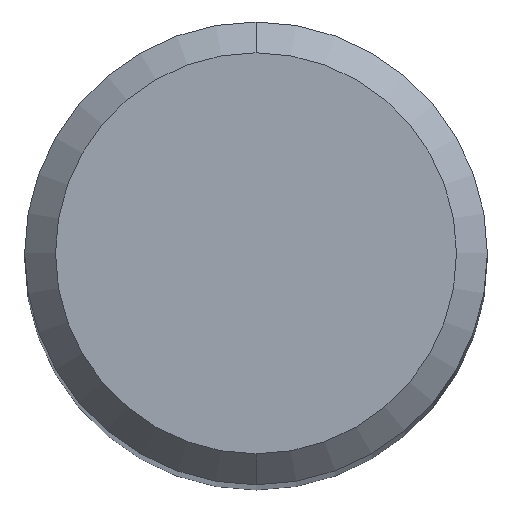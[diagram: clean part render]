
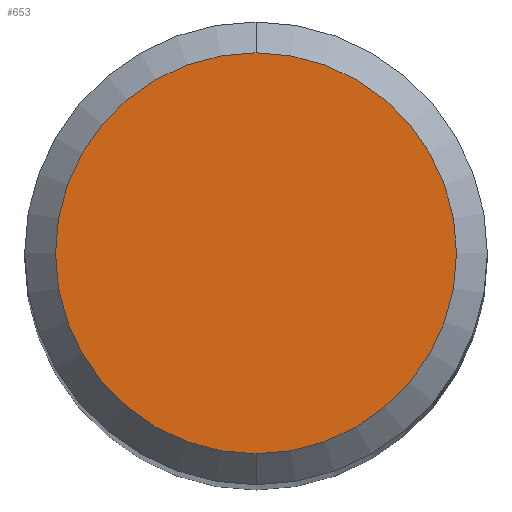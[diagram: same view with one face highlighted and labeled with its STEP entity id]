
A CAD part, top view. The second image highlights one B-rep face of the part: STEP entity #653.
In plain terms, the highlighted planar face has unit normal (0, 0, 1).
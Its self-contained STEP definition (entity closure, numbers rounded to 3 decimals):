
#581=VERTEX_POINT('',#1550);
#653=ADVANCED_FACE('',(#1629),#1630,.T.);
#745=EDGE_CURVE('',#999,#581,#1730,.T.);
#889=EDGE_CURVE('',#581,#999,#1891,.T.);
#999=VERTEX_POINT('',#2011);
#1550=CARTESIAN_POINT('',(0.0,2.6,0.0));
#1629=FACE_OUTER_BOUND('',#4155,.T.);
#1630=PLANE('',#4156);
#1730=CIRCLE('',#4583,2.6);
#1891=CIRCLE('',#6936,2.6);
#2011=CARTESIAN_POINT('',(0.,-2.6,0.0));
#4155=EDGE_LOOP('',(#15520,#15521));
#4156=AXIS2_PLACEMENT_3D('',#15522,#15523,#15524);
#4583=AXIS2_PLACEMENT_3D('',#15633,#15634,#15635);
#6936=AXIS2_PLACEMENT_3D('',#15811,#15812,#15813);
#15520=ORIENTED_EDGE('',*,*,#889,.F.);
#15521=ORIENTED_EDGE('',*,*,#745,.F.);
#15522=CARTESIAN_POINT('',(0.0,1.3,0.0));
#15523=DIRECTION('',(-0.0,0.0,1.0));
#15524=DIRECTION('',(0.0,-1.0,0.0));
#15633=CARTESIAN_POINT('',(0.0,0.0,0.0));
#15634=DIRECTION('',(0.0,0.0,-1.0));
#15635=DIRECTION('',(0.0,1.0,0.0));
#15811=CARTESIAN_POINT('',(0.0,0.0,0.0));
#15812=DIRECTION('',(0.0,0.0,-1.0));
#15813=DIRECTION('',(0.0,1.0,0.0));
